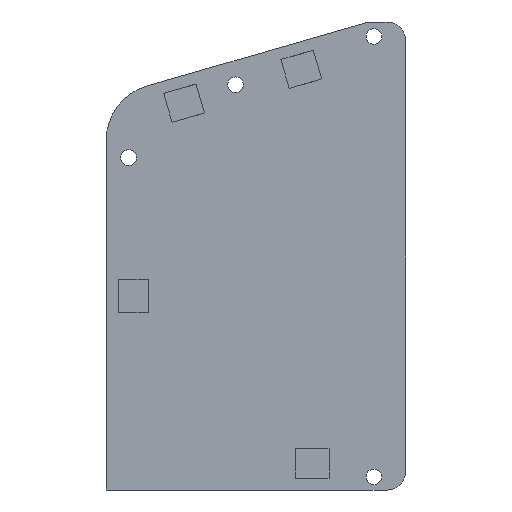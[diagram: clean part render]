
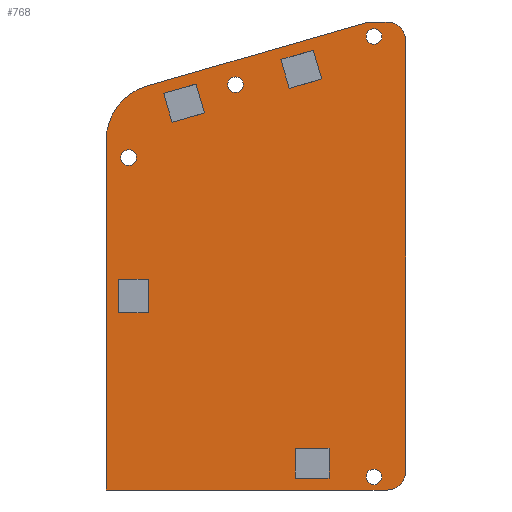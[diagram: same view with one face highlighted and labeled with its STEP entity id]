
A CAD part, front view. The second image highlights one B-rep face of the part: STEP entity #768.
In plain terms, the highlighted planar face has unit normal (0, -1, 0).
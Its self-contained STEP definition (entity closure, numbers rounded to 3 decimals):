
#27=FACE_BOUND('',#150,.T.);
#28=FACE_BOUND('',#151,.T.);
#29=FACE_BOUND('',#152,.T.);
#30=FACE_BOUND('',#153,.T.);
#31=FACE_BOUND('',#154,.T.);
#32=FACE_BOUND('',#155,.T.);
#33=FACE_BOUND('',#156,.T.);
#34=FACE_BOUND('',#157,.T.);
#61=PLANE('',#856);
#99=FACE_OUTER_BOUND('',#149,.T.);
#149=EDGE_LOOP('',(#692,#693,#694,#695,#696,#697,#698,#699));
#150=EDGE_LOOP('',(#700,#701,#702,#703));
#151=EDGE_LOOP('',(#704,#705,#706,#707));
#152=EDGE_LOOP('',(#708,#709,#710,#711));
#153=EDGE_LOOP('',(#712,#713,#714,#715));
#154=EDGE_LOOP('',(#716));
#155=EDGE_LOOP('',(#717));
#156=EDGE_LOOP('',(#718));
#157=EDGE_LOOP('',(#719));
#162=LINE('',#1105,#236);
#166=LINE('',#1113,#240);
#169=LINE('',#1119,#243);
#172=LINE('',#1124,#246);
#174=LINE('',#1130,#248);
#178=LINE('',#1138,#252);
#181=LINE('',#1144,#255);
#184=LINE('',#1149,#258);
#186=LINE('',#1155,#260);
#190=LINE('',#1163,#264);
#193=LINE('',#1169,#267);
#196=LINE('',#1174,#270);
#198=LINE('',#1180,#272);
#202=LINE('',#1188,#276);
#205=LINE('',#1194,#279);
#208=LINE('',#1199,#282);
#214=LINE('',#1237,#288);
#219=LINE('',#1251,#293);
#223=LINE('',#1263,#297);
#226=LINE('',#1269,#300);
#230=LINE('',#1280,#304);
#236=VECTOR('',#897,10.);
#240=VECTOR('',#903,10.);
#243=VECTOR('',#908,10.);
#246=VECTOR('',#913,10.);
#248=VECTOR('',#919,10.);
#252=VECTOR('',#925,10.);
#255=VECTOR('',#930,10.);
#258=VECTOR('',#935,10.);
#260=VECTOR('',#941,10.);
#264=VECTOR('',#947,10.);
#267=VECTOR('',#952,10.);
#270=VECTOR('',#957,10.);
#272=VECTOR('',#963,10.);
#276=VECTOR('',#969,10.);
#279=VECTOR('',#974,10.);
#282=VECTOR('',#979,10.);
#288=VECTOR('',#1021,10.);
#293=VECTOR('',#1034,10.);
#297=VECTOR('',#1046,10.);
#300=VECTOR('',#1051,10.);
#304=VECTOR('',#1063,10.);
#320=CIRCLE('',#828,2.1);
#323=CIRCLE('',#832,2.1);
#326=CIRCLE('',#836,2.1);
#329=CIRCLE('',#840,2.1);
#330=CIRCLE('',#843,5.);
#332=CIRCLE('',#847,5.);
#334=CIRCLE('',#852,15.);
#348=VERTEX_POINT('',#1103);
#349=VERTEX_POINT('',#1104);
#352=VERTEX_POINT('',#1112);
#354=VERTEX_POINT('',#1118);
#356=VERTEX_POINT('',#1128);
#357=VERTEX_POINT('',#1129);
#360=VERTEX_POINT('',#1137);
#362=VERTEX_POINT('',#1143);
#364=VERTEX_POINT('',#1153);
#365=VERTEX_POINT('',#1154);
#368=VERTEX_POINT('',#1162);
#370=VERTEX_POINT('',#1168);
#372=VERTEX_POINT('',#1178);
#373=VERTEX_POINT('',#1179);
#376=VERTEX_POINT('',#1187);
#378=VERTEX_POINT('',#1193);
#382=VERTEX_POINT('',#1207);
#385=VERTEX_POINT('',#1215);
#388=VERTEX_POINT('',#1223);
#391=VERTEX_POINT('',#1231);
#392=VERTEX_POINT('',#1235);
#393=VERTEX_POINT('',#1236);
#396=VERTEX_POINT('',#1244);
#398=VERTEX_POINT('',#1250);
#400=VERTEX_POINT('',#1256);
#402=VERTEX_POINT('',#1262);
#404=VERTEX_POINT('',#1268);
#406=VERTEX_POINT('',#1274);
#424=EDGE_CURVE('',#348,#349,#162,.T.);
#428=EDGE_CURVE('',#349,#352,#166,.T.);
#431=EDGE_CURVE('',#352,#354,#169,.T.);
#434=EDGE_CURVE('',#354,#348,#172,.T.);
#436=EDGE_CURVE('',#356,#357,#174,.T.);
#440=EDGE_CURVE('',#357,#360,#178,.T.);
#443=EDGE_CURVE('',#360,#362,#181,.T.);
#446=EDGE_CURVE('',#362,#356,#184,.T.);
#448=EDGE_CURVE('',#364,#365,#186,.T.);
#452=EDGE_CURVE('',#365,#368,#190,.T.);
#455=EDGE_CURVE('',#368,#370,#193,.T.);
#458=EDGE_CURVE('',#370,#364,#196,.T.);
#460=EDGE_CURVE('',#372,#373,#198,.T.);
#464=EDGE_CURVE('',#373,#376,#202,.T.);
#467=EDGE_CURVE('',#376,#378,#205,.T.);
#470=EDGE_CURVE('',#378,#372,#208,.T.);
#475=EDGE_CURVE('',#382,#382,#320,.T.);
#479=EDGE_CURVE('',#385,#385,#323,.T.);
#483=EDGE_CURVE('',#388,#388,#326,.T.);
#487=EDGE_CURVE('',#391,#391,#329,.T.);
#488=EDGE_CURVE('',#392,#393,#214,.T.);
#492=EDGE_CURVE('',#396,#392,#330,.T.);
#495=EDGE_CURVE('',#398,#396,#219,.T.);
#498=EDGE_CURVE('',#400,#398,#332,.T.);
#501=EDGE_CURVE('',#402,#400,#223,.T.);
#504=EDGE_CURVE('',#404,#402,#226,.T.);
#507=EDGE_CURVE('',#406,#404,#334,.T.);
#510=EDGE_CURVE('',#393,#406,#230,.T.);
#692=ORIENTED_EDGE('',*,*,#510,.F.);
#693=ORIENTED_EDGE('',*,*,#488,.F.);
#694=ORIENTED_EDGE('',*,*,#492,.F.);
#695=ORIENTED_EDGE('',*,*,#495,.F.);
#696=ORIENTED_EDGE('',*,*,#498,.F.);
#697=ORIENTED_EDGE('',*,*,#501,.F.);
#698=ORIENTED_EDGE('',*,*,#504,.F.);
#699=ORIENTED_EDGE('',*,*,#507,.F.);
#700=ORIENTED_EDGE('',*,*,#424,.T.);
#701=ORIENTED_EDGE('',*,*,#428,.T.);
#702=ORIENTED_EDGE('',*,*,#431,.T.);
#703=ORIENTED_EDGE('',*,*,#434,.T.);
#704=ORIENTED_EDGE('',*,*,#436,.T.);
#705=ORIENTED_EDGE('',*,*,#440,.T.);
#706=ORIENTED_EDGE('',*,*,#443,.T.);
#707=ORIENTED_EDGE('',*,*,#446,.T.);
#708=ORIENTED_EDGE('',*,*,#448,.T.);
#709=ORIENTED_EDGE('',*,*,#452,.T.);
#710=ORIENTED_EDGE('',*,*,#455,.T.);
#711=ORIENTED_EDGE('',*,*,#458,.T.);
#712=ORIENTED_EDGE('',*,*,#460,.T.);
#713=ORIENTED_EDGE('',*,*,#464,.T.);
#714=ORIENTED_EDGE('',*,*,#467,.T.);
#715=ORIENTED_EDGE('',*,*,#470,.T.);
#716=ORIENTED_EDGE('',*,*,#475,.T.);
#717=ORIENTED_EDGE('',*,*,#479,.T.);
#718=ORIENTED_EDGE('',*,*,#483,.T.);
#719=ORIENTED_EDGE('',*,*,#487,.T.);
#768=ADVANCED_FACE('',(#99,#27,#28,#29,#30,#31,#32,#33,#34),#61,.F.);
#828=AXIS2_PLACEMENT_3D('',#1209,#990,#991);
#832=AXIS2_PLACEMENT_3D('',#1217,#999,#1000);
#836=AXIS2_PLACEMENT_3D('',#1225,#1008,#1009);
#840=AXIS2_PLACEMENT_3D('',#1233,#1017,#1018);
#843=AXIS2_PLACEMENT_3D('',#1245,#1027,#1028);
#847=AXIS2_PLACEMENT_3D('',#1257,#1039,#1040);
#852=AXIS2_PLACEMENT_3D('',#1275,#1056,#1057);
#856=AXIS2_PLACEMENT_3D('',#1283,#1067,#1068);
#897=DIRECTION('',(0.,0.,1.));
#903=DIRECTION('',(1.,0.,0.));
#908=DIRECTION('',(0.,0.,-1.));
#913=DIRECTION('',(-1.,0.,0.));
#919=DIRECTION('',(-0.278,0.,0.961));
#925=DIRECTION('',(0.961,0.,0.278));
#930=DIRECTION('',(0.278,0.,-0.961));
#935=DIRECTION('',(-0.961,0.,-0.278));
#941=DIRECTION('',(0.,0.,-1.));
#947=DIRECTION('',(-1.,0.,0.));
#952=DIRECTION('',(0.,0.,1.));
#957=DIRECTION('',(1.,0.,0.));
#963=DIRECTION('',(-0.278,0.,0.961));
#969=DIRECTION('',(0.961,0.,0.278));
#974=DIRECTION('',(0.278,0.,-0.961));
#979=DIRECTION('',(-0.961,0.,-0.278));
#990=DIRECTION('center_axis',(0.,1.,0.));
#991=DIRECTION('ref_axis',(1.,0.,0.));
#999=DIRECTION('center_axis',(0.,1.,0.));
#1000=DIRECTION('ref_axis',(1.,0.,0.));
#1008=DIRECTION('center_axis',(0.,1.,0.));
#1009=DIRECTION('ref_axis',(1.,0.,0.));
#1017=DIRECTION('center_axis',(0.,1.,0.));
#1018=DIRECTION('ref_axis',(1.,0.,0.));
#1021=DIRECTION('',(-1.,0.,0.));
#1027=DIRECTION('center_axis',(0.,1.,0.));
#1028=DIRECTION('ref_axis',(1.,0.,0.));
#1034=DIRECTION('',(0.,0.,-1.));
#1039=DIRECTION('center_axis',(0.,1.,0.));
#1040=DIRECTION('ref_axis',(0.,0.,1.));
#1046=DIRECTION('',(1.,0.,0.));
#1051=DIRECTION('',(0.961,0.,0.278));
#1056=DIRECTION('center_axis',(0.,1.,0.));
#1057=DIRECTION('ref_axis',(-1.,0.,0.));
#1063=DIRECTION('',(0.,0.,1.));
#1067=DIRECTION('center_axis',(0.,1.,0.));
#1068=DIRECTION('ref_axis',(0.,0.,1.));
#1103=CARTESIAN_POINT('',(-40.721,0.,-95.578));
#1104=CARTESIAN_POINT('',(-40.721,0.,-87.578));
#1105=CARTESIAN_POINT('',(-40.721,0.,-61.903));
#1112=CARTESIAN_POINT('',(-31.721,0.,-87.578));
#1113=CARTESIAN_POINT('',(-41.471,0.,-87.578));
#1118=CARTESIAN_POINT('',(-31.721,0.,-95.578));
#1119=CARTESIAN_POINT('',(-31.721,0.,-65.903));
#1124=CARTESIAN_POINT('',(-45.971,0.,-95.578));
#1128=CARTESIAN_POINT('',(-42.344,0.,8.555));
#1129=CARTESIAN_POINT('',(-44.567,0.,16.24));
#1130=CARTESIAN_POINT('',(-37.821,0.,-7.08));
#1137=CARTESIAN_POINT('',(-35.921,0.,18.741));
#1138=CARTESIAN_POINT('',(-50.317,0.,14.577));
#1143=CARTESIAN_POINT('',(-33.698,0.,11.056));
#1144=CARTESIAN_POINT('',(-28.064,0.,-8.422));
#1149=CARTESIAN_POINT('',(-52.417,0.,5.642));
#1153=CARTESIAN_POINT('',(-79.971,0.,-42.379));
#1154=CARTESIAN_POINT('',(-79.971,0.,-51.379));
#1155=CARTESIAN_POINT('',(-79.971,0.,-43.803));
#1162=CARTESIAN_POINT('',(-87.971,0.,-51.379));
#1163=CARTESIAN_POINT('',(-69.596,0.,-51.379));
#1168=CARTESIAN_POINT('',(-87.971,0.,-42.379));
#1169=CARTESIAN_POINT('',(-87.971,0.,-39.303));
#1174=CARTESIAN_POINT('',(-65.596,0.,-42.379));
#1178=CARTESIAN_POINT('',(-73.644,0.,-0.498));
#1179=CARTESIAN_POINT('',(-75.867,0.,7.187));
#1180=CARTESIAN_POINT('',(-69.121,0.,-16.134));
#1187=CARTESIAN_POINT('',(-67.221,0.,9.687));
#1188=CARTESIAN_POINT('',(-65.967,0.,10.05));
#1193=CARTESIAN_POINT('',(-64.998,0.,2.002));
#1194=CARTESIAN_POINT('',(-59.364,0.,-17.475));
#1199=CARTESIAN_POINT('',(-68.067,0.,1.115));
#1207=CARTESIAN_POINT('',(-21.821,0.,22.391));
#1209=CARTESIAN_POINT('Origin',(-19.721,0.,22.391));
#1215=CARTESIAN_POINT('',(-58.821,0.,9.497));
#1217=CARTESIAN_POINT('Origin',(-56.721,0.,9.497));
#1223=CARTESIAN_POINT('',(-21.821,0.,-95.228));
#1225=CARTESIAN_POINT('Origin',(-19.721,0.,-95.228));
#1231=CARTESIAN_POINT('',(-87.321,0.,-9.969));
#1233=CARTESIAN_POINT('Origin',(-85.221,0.,-9.969));
#1235=CARTESIAN_POINT('',(-16.221,0.,-98.728));
#1236=CARTESIAN_POINT('',(-91.221,0.,-98.728));
#1237=CARTESIAN_POINT('',(-16.221,0.,-98.728));
#1244=CARTESIAN_POINT('',(-11.221,0.,-93.728));
#1245=CARTESIAN_POINT('Origin',(-16.221,0.,-93.728));
#1250=CARTESIAN_POINT('',(-11.221,0.,21.272));
#1251=CARTESIAN_POINT('',(-11.221,0.,21.272));
#1256=CARTESIAN_POINT('',(-16.221,0.,26.272));
#1257=CARTESIAN_POINT('Origin',(-16.221,0.,21.272));
#1262=CARTESIAN_POINT('',(-21.221,0.,26.272));
#1263=CARTESIAN_POINT('',(-21.221,0.,26.272));
#1268=CARTESIAN_POINT('',(-80.389,0.,9.158));
#1269=CARTESIAN_POINT('',(-80.389,0.,9.158));
#1274=CARTESIAN_POINT('',(-91.221,0.,-5.252));
#1275=CARTESIAN_POINT('Origin',(-76.221,0.,-5.252));
#1280=CARTESIAN_POINT('',(-91.221,0.,-98.728));
#1283=CARTESIAN_POINT('Origin',(-51.221,0.,-36.228));
